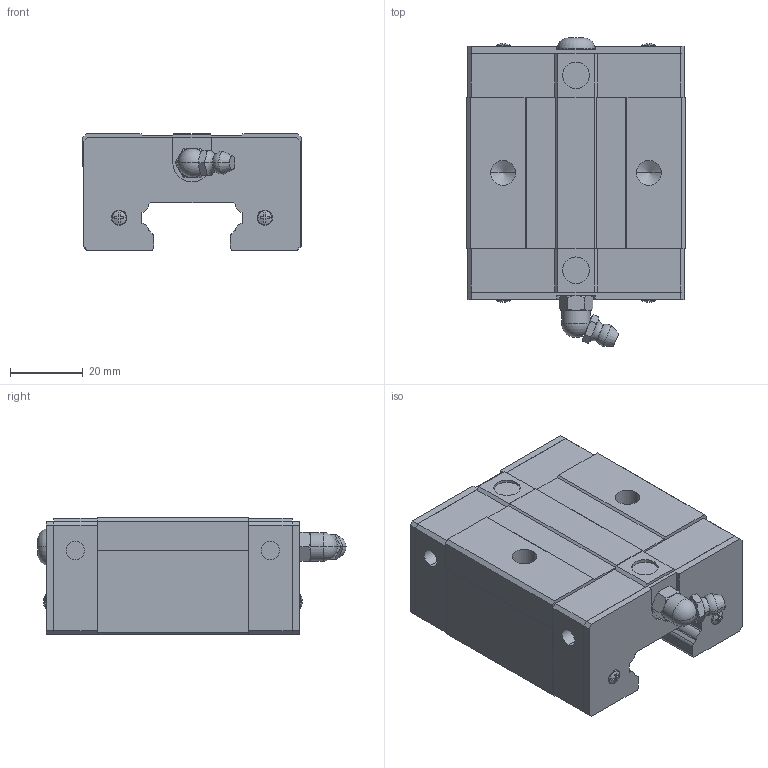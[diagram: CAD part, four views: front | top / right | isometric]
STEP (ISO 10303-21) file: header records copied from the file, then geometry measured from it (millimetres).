
FILE_DESCRIPTION(('STEP AP214'),'1');
FILE_NAME('cctmp_6D0EEBA4-6B66-41BA-810A-77F74C5A6F96_2024_08_08_16_41_11_0212..stp','2024-08-08T14:41:11',('HIWIN GmbH'),('CADClick - www.CADClick.com'),'Spatial InterOp 3D',' ','unknown authorization');
FILE_SCHEMA(('AUTOMOTIVE_DESIGN'));
Length unit declared in the file: millimetre
Products named in the file (1): EGH30SAZ0C_FILE
Bounding box: 60 x 84.61 x 32 mm (x, y, z)
Volume: 107290.5 mm3; surface area: 19988.4 mm2
Topology: 1 solids, 5 shells, 334 faces, 870 edges, 558 vertices
Faces by surface type: plane 200, cylinder 72, cone 42, torus 18, sphere 2
Entity records: 13032 total; most frequent: CARTESIAN_POINT 2293, ORIENTED_EDGE 1728, DIRECTION 1630, EDGE_CURVE 864, VERTEX_POINT 558, AXIS2_PLACEMENT_3D 547, LINE 536, VECTOR 536
